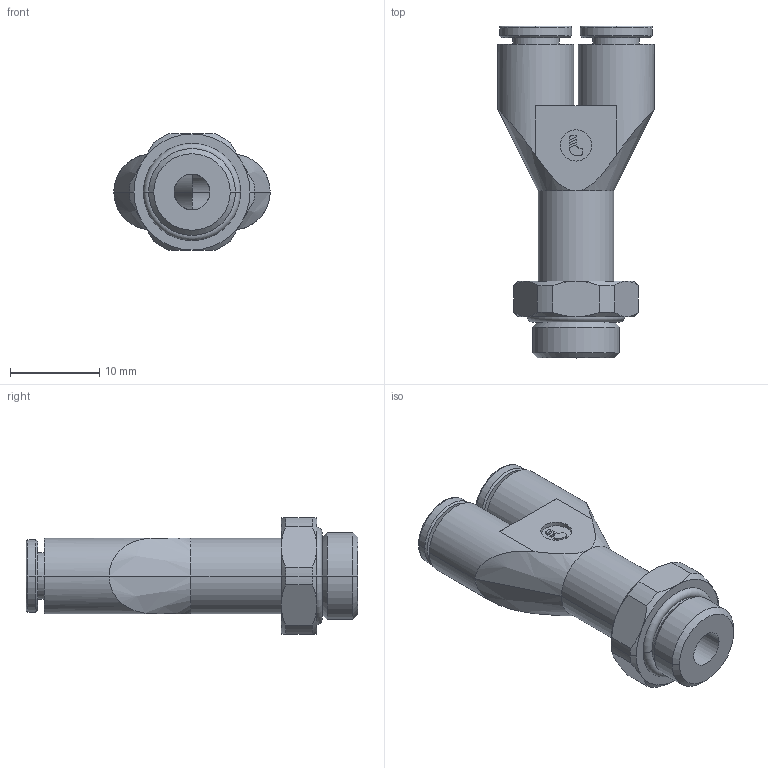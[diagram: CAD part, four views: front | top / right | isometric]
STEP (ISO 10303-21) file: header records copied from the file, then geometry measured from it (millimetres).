
FILE_DESCRIPTION(('STEP AP214'),'1');
FILE_NAME('3158_04_10.stp','2016-07-07T14:20:49',('TraceParts'),('TraceParts S.A.'),'Spatial InterOp 3D',' ',' ');
FILE_SCHEMA(('automotive_design'));
Length unit declared in the file: millimetre
Products named in the file (1): 1
Bounding box: 17.5 x 37.17 x 13 mm (x, y, z)
Volume: 2700.8 mm3; surface area: 2555.5 mm2
Topology: 1 solids, 1 shells, 119 faces, 290 edges, 182 vertices
Faces by surface type: cylinder 46, plane 39, cone 28, torus 6
Entity records: 3760 total; most frequent: CARTESIAN_POINT 900, DIRECTION 647, ORIENTED_EDGE 580, EDGE_CURVE 290, AXIS2_PLACEMENT_3D 269, VERTEX_POINT 182, EDGE_LOOP 132, CIRCLE 123
